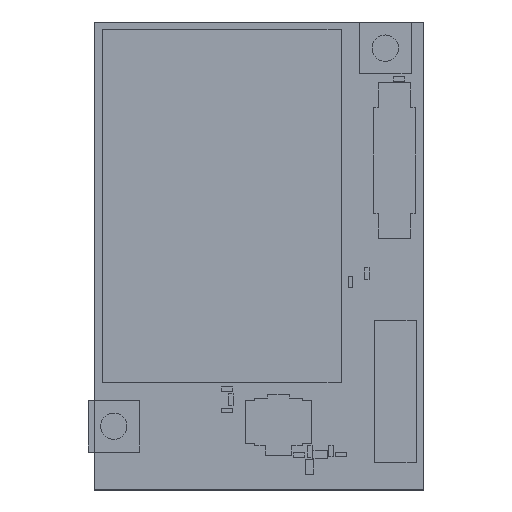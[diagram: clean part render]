
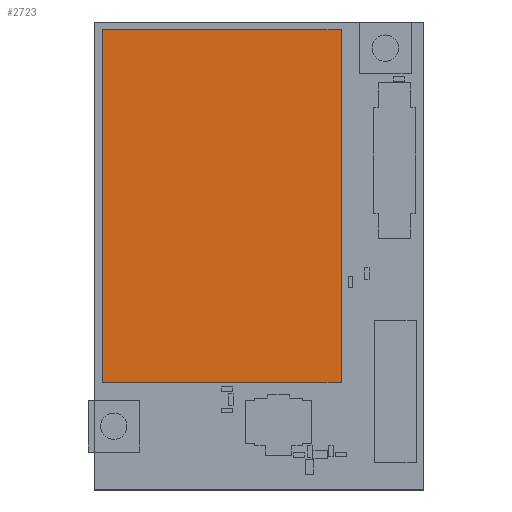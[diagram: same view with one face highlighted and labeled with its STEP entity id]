
A CAD part, top view. The second image highlights one B-rep face of the part: STEP entity #2723.
In plain terms, the highlighted planar face has unit normal (0, 0, 1).
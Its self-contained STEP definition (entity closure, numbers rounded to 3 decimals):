
#1581=FACE_OUTER_BOUND($,#1783,.F.);
#1783=EDGE_LOOP($,(#2995,#2996,#2997,#2998));
#1999=AXIS2_PLACEMENT_3D($,#6847,#5854,$);
#2525=PLANE($,#1999);
#2723=ADVANCED_FACE($,(#1581),#2525,.T.);
#2995=ORIENTED_EDGE($,*,*,#3816,.T.);
#2996=ORIENTED_EDGE($,*,*,#3817,.T.);
#2997=ORIENTED_EDGE($,*,*,#3818,.T.);
#2998=ORIENTED_EDGE($,*,*,#3819,.T.);
#3816=EDGE_CURVE($,#5172,#5173,#4722,.T.);
#3817=EDGE_CURVE($,#5173,#5174,#4723,.T.);
#3818=EDGE_CURVE($,#5174,#5175,#4724,.T.);
#3819=EDGE_CURVE($,#5175,#5172,#4725,.T.);
#4269=VECTOR($,#5920,26.8);
#4270=VECTOR($,#5921,18.11);
#4271=VECTOR($,#5922,26.8);
#4272=VECTOR($,#5923,18.11);
#4722=LINE($,#6846,#4269);
#4723=LINE($,#6847,#4270);
#4724=LINE($,#6848,#4271);
#4725=LINE($,#6849,#4272);
#5172=VERTEX_POINT($,#6846);
#5173=VERTEX_POINT($,#6847);
#5174=VERTEX_POINT($,#6848);
#5175=VERTEX_POINT($,#6849);
#5854=DIRECTION($,(0.,0.,1.));
#5920=DIRECTION($,(0.,1.,0.));
#5921=DIRECTION($,(1.,0.,0.));
#5922=DIRECTION($,(0.,-1.,0.));
#5923=DIRECTION($,(-1.,0.,0.));
#6846=CARTESIAN_POINT('',(-0.87,3.32,1.54));
#6847=CARTESIAN_POINT('',(-0.87,30.12,1.54));
#6848=CARTESIAN_POINT('',(17.24,30.12,1.54));
#6849=CARTESIAN_POINT('',(17.24,3.32,1.54));
